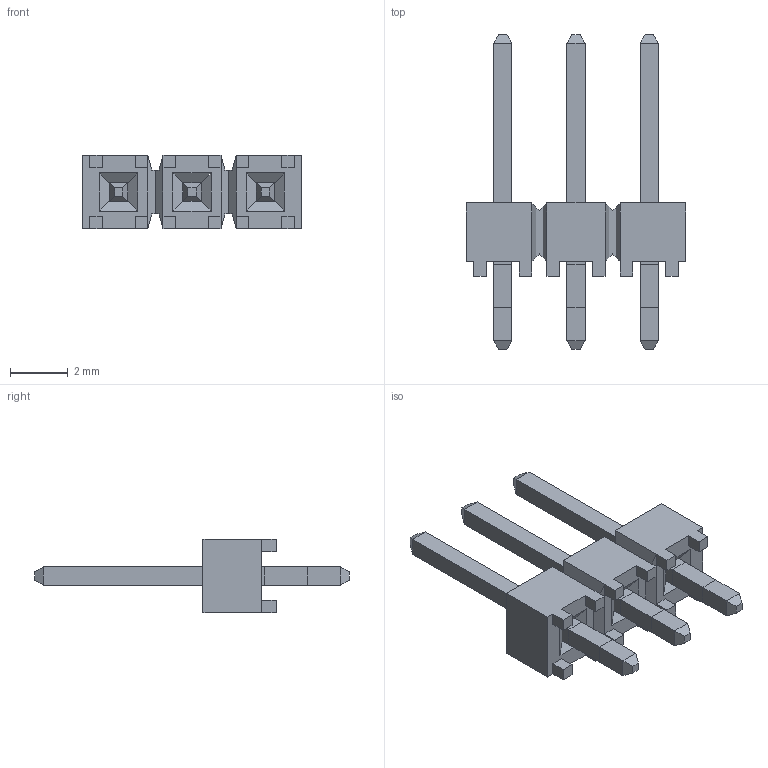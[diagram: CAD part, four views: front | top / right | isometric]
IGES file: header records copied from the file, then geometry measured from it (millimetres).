
Start section: SolidWorks IGES FILE using analytic representation for surfaces
Global section: file name: TSW-103-07-X-S.IGS; native system: SolidWorks 2000 by SolidWorks Corporation; preprocessor: Version 5.2; author: deanp; date: 010205.120530; units: inch
Bounding box: 7.62 x 10.92 x 2.54 mm (x, y, z)
Surface area: 189.6 mm2 (no closed solid volume)
Topology: 0 solids, 0 shells, 184 faces, 864 edges, 864 vertices
Faces by surface type: bspline 184
